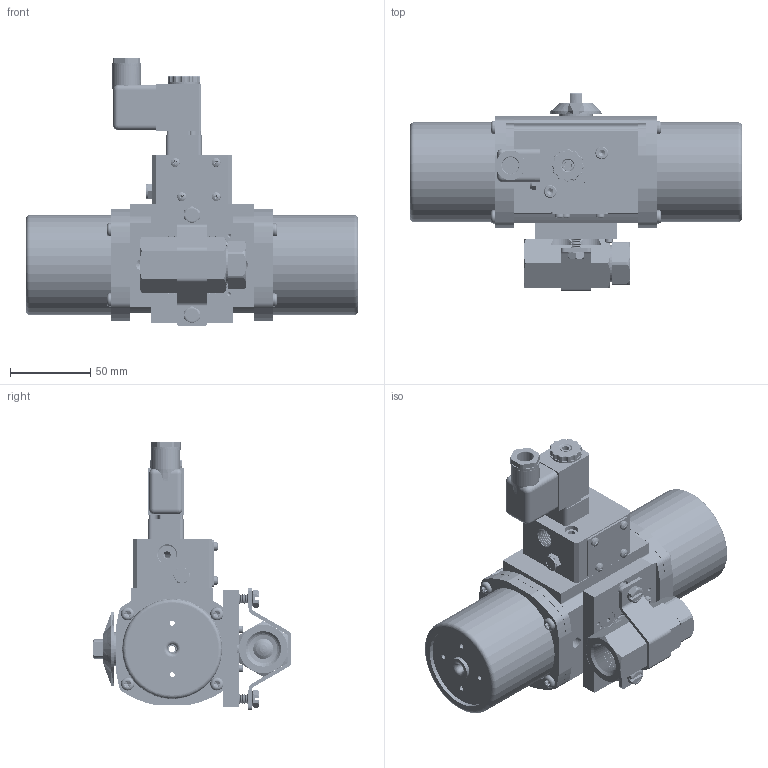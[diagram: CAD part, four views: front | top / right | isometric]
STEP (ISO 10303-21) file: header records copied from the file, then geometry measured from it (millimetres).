
FILE_DESCRIPTION (( 'STEP AP203' ), '1' );
FILE_NAME ('85MXXNA512SR3GPDS.step', '2018-05-01T11:46:23', ( '' ), ( '' ), 'SwSTEP 2.0', 'SolidWorks 2017', '' );
FILE_SCHEMA (( 'CONFIG_CONTROL_DESIGN' ));
Length unit declared in the file: inch
Products named in the file (1): 85MXXNA512SR3GPDS
Bounding box: 206.38 x 123.57 x 166.85 mm (x, y, z)
Volume: 553164.9 mm3; surface area: 245897.3 mm2
Topology: 65 solids, 65 shells, 5034 faces, 13121 edges, 8212 vertices
Faces by surface type: cylinder 2501, cone 1370, plane 835, torus 183, bspline 127, sphere 18
Entity records: 191263 total; most frequent: CARTESIAN_POINT 72322, ORIENTED_EDGE 25922, DIRECTION 25029, EDGE_CURVE 12961, AXIS2_PLACEMENT_3D 10042, VERTEX_POINT 8208, EDGE_LOOP 5399, CIRCLE 5134
